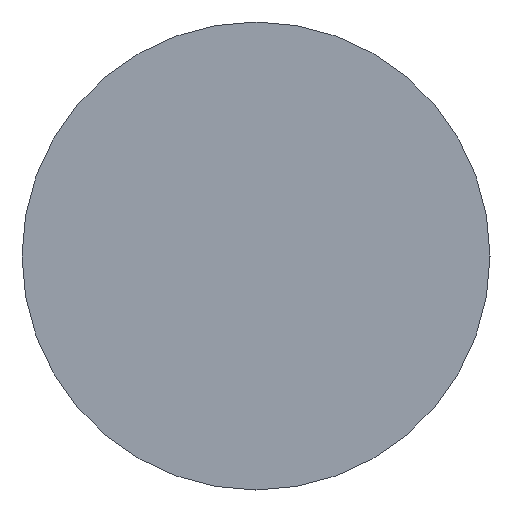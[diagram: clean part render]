
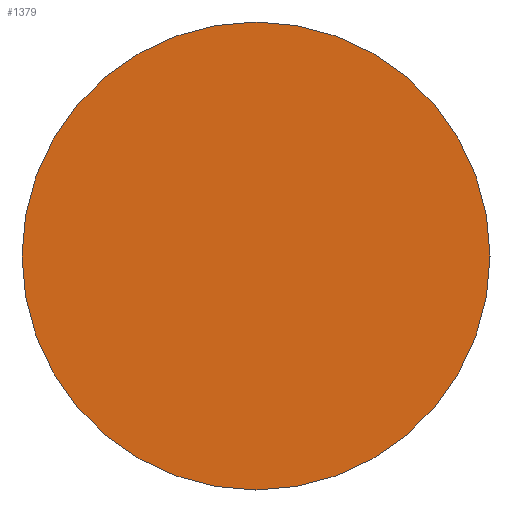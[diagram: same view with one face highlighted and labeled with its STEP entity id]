
A CAD part, left-side view. The second image highlights one B-rep face of the part: STEP entity #1379.
In plain terms, the highlighted planar face has unit normal (-1, 0, 0).
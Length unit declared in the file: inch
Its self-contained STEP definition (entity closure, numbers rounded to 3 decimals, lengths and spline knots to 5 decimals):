
#7 = ORIENTED_EDGE ( 'NONE', *, *, #3081, .T. ) ;
#30 = DIRECTION ( 'NONE',  ( -1., 0., 0. ) ) ;
#96 = DIRECTION ( 'NONE',  ( 0., 0., -1. ) ) ;
#322 = FACE_OUTER_BOUND ( 'NONE', #626, .T. ) ;
#470 = CIRCLE ( 'NONE', #1040, 1.625 ) ;
#538 = DIRECTION ( 'NONE',  ( 0., 0., 1. ) ) ;
#553 = DIRECTION ( 'NONE',  ( 0., 0., 1. ) ) ;
#626 = EDGE_LOOP ( 'NONE', ( #1924, #7 ) ) ;
#1040 = AXIS2_PLACEMENT_3D ( 'NONE', #2104, #3179, #538 ) ;
#1137 = CARTESIAN_POINT ( 'NONE',  ( 0., 1.625, 0. ) ) ;
#1205 = AXIS2_PLACEMENT_3D ( 'NONE', #1137, #2287, #96 ) ;
#1379 = ADVANCED_FACE ( 'NONE', ( #322 ), #3281, .F. ) ;
#1651 = AXIS2_PLACEMENT_3D ( 'NONE', #2696, #30, #553 ) ;
#1924 = ORIENTED_EDGE ( 'NONE', *, *, #2613, .T. ) ;
#1938 = CARTESIAN_POINT ( 'NONE',  ( 0., 0., -1.625 ) ) ;
#2104 = CARTESIAN_POINT ( 'NONE',  ( 0., 0., 0. ) ) ;
#2287 = DIRECTION ( 'NONE',  ( 1., 0., 0. ) ) ;
#2429 = VERTEX_POINT ( 'NONE', #1938 ) ;
#2613 = EDGE_CURVE ( 'NONE', #2995, #2429, #470, .T. ) ;
#2645 = CARTESIAN_POINT ( 'NONE',  ( 0., 0., 1.625 ) ) ;
#2696 = CARTESIAN_POINT ( 'NONE',  ( 0., 0., 0. ) ) ;
#2995 = VERTEX_POINT ( 'NONE', #2645 ) ;
#3081 = EDGE_CURVE ( 'NONE', #2429, #2995, #3294, .T. ) ;
#3179 = DIRECTION ( 'NONE',  ( -1., 0., 0. ) ) ;
#3281 = PLANE ( 'NONE',  #1205 ) ;
#3294 = CIRCLE ( 'NONE', #1651, 1.625 ) ;
